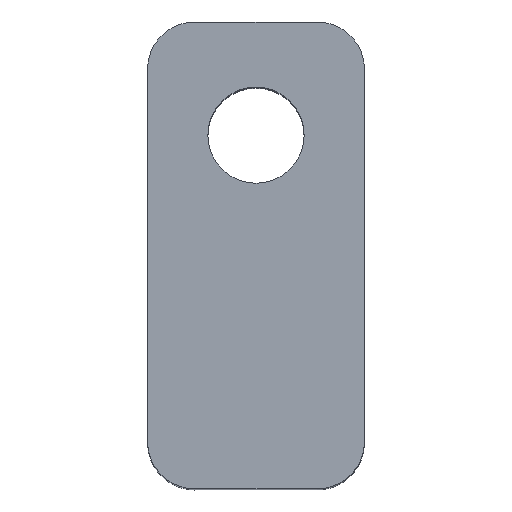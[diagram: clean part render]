
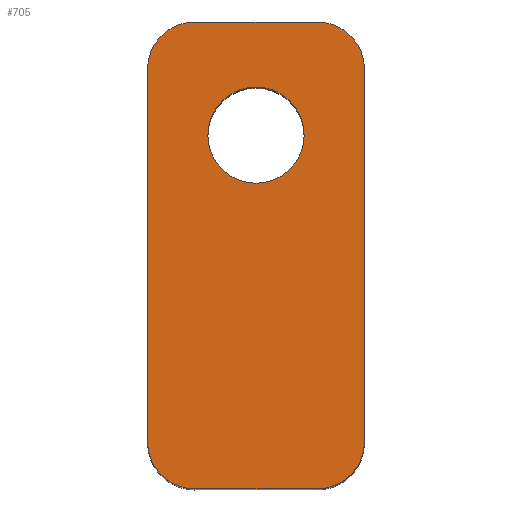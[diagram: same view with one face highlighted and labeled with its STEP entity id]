
A CAD part, top view. The second image highlights one B-rep face of the part: STEP entity #705.
In plain terms, the highlighted planar face has unit normal (0, 0, 1).
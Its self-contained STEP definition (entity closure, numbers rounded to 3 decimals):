
#307=CARTESIAN_POINT('',(311.75,530.,612.75));
#308=VERTEX_POINT('',#307);
#309=CARTESIAN_POINT('',(311.75,510.25,612.75));
#310=VERTEX_POINT('',#309);
#311=CARTESIAN_POINT('',(311.75,530.,612.75));
#312=DIRECTION('',(0.,-1.,0.));
#313=VECTOR('',#312,19.75);
#314=LINE('',#311,#313);
#315=EDGE_CURVE('',#308,#310,#314,.T.);
#389=CARTESIAN_POINT('',(300.25,510.25,612.75));
#390=VERTEX_POINT('',#389);
#397=CARTESIAN_POINT('',(300.25,530.,612.75));
#398=VERTEX_POINT('',#397);
#399=CARTESIAN_POINT('',(300.25,530.,612.75));
#400=DIRECTION('',(0.,-1.,0.));
#401=VECTOR('',#400,19.75);
#402=LINE('',#399,#401);
#403=EDGE_CURVE('',#398,#390,#402,.T.);
#451=CARTESIAN_POINT('',(303.45,526.5,612.75));
#452=VERTEX_POINT('',#451);
#461=CARTESIAN_POINT('',(308.55,526.5,612.75));
#462=VERTEX_POINT('',#461);
#463=CARTESIAN_POINT('',(306.,526.5,612.75));
#464=DIRECTION('',(0.,0.,1.));
#465=DIRECTION('',(1.,0.,0.));
#466=AXIS2_PLACEMENT_3D('',#463,#464,#465);
#467=CIRCLE('',#466,2.55);
#468=EDGE_CURVE('',#452,#462,#467,.T.);
#470=CARTESIAN_POINT('',(306.,526.5,612.75));
#471=DIRECTION('',(0.,0.,1.));
#472=DIRECTION('',(1.,0.,0.));
#473=AXIS2_PLACEMENT_3D('',#470,#471,#472);
#474=CIRCLE('',#473,2.55);
#475=EDGE_CURVE('',#462,#452,#474,.T.);
#512=CARTESIAN_POINT('',(302.75,532.5,612.75));
#513=VERTEX_POINT('',#512);
#520=CARTESIAN_POINT('',(309.25,532.5,612.75));
#521=VERTEX_POINT('',#520);
#522=CARTESIAN_POINT('',(302.75,532.5,612.75));
#523=DIRECTION('',(1.,0.,0.));
#524=VECTOR('',#523,6.5);
#525=LINE('',#522,#524);
#526=EDGE_CURVE('',#513,#521,#525,.T.);
#653=CARTESIAN_POINT('',(845.,264.,612.75));
#654=DIRECTION('',(0.,0.,1.));
#655=DIRECTION('',(-1.,0.,0.));
#656=AXIS2_PLACEMENT_3D('',#653,#654,#655);
#657=PLANE('',#656);
#658=CARTESIAN_POINT('',(309.25,507.75,612.75));
#659=VERTEX_POINT('',#658);
#660=CARTESIAN_POINT('',(302.75,507.75,612.75));
#661=VERTEX_POINT('',#660);
#662=CARTESIAN_POINT('',(309.25,507.75,612.75));
#663=DIRECTION('',(-1.,0.,0.));
#664=VECTOR('',#663,6.5);
#665=LINE('',#662,#664);
#666=EDGE_CURVE('',#659,#661,#665,.T.);
#667=ORIENTED_EDGE('',*,*,#666,.F.);
#668=CARTESIAN_POINT('',(309.25,510.25,612.75));
#669=DIRECTION('',(0.,0.,1.));
#670=DIRECTION('',(1.,0.,0.));
#671=AXIS2_PLACEMENT_3D('',#668,#669,#670);
#672=CIRCLE('',#671,2.5);
#673=EDGE_CURVE('',#659,#310,#672,.T.);
#674=ORIENTED_EDGE('',*,*,#673,.T.);
#675=ORIENTED_EDGE('',*,*,#315,.F.);
#676=CARTESIAN_POINT('',(309.25,530.,612.75));
#677=DIRECTION('',(0.,-0.,-1.));
#678=DIRECTION('',(1.,0.,0.));
#679=AXIS2_PLACEMENT_3D('',#676,#677,#678);
#680=CIRCLE('',#679,2.5);
#681=EDGE_CURVE('',#521,#308,#680,.T.);
#682=ORIENTED_EDGE('',*,*,#681,.F.);
#683=ORIENTED_EDGE('',*,*,#526,.F.);
#684=CARTESIAN_POINT('',(302.75,530.,612.75));
#685=DIRECTION('',(0.,-0.,-1.));
#686=DIRECTION('',(1.,0.,0.));
#687=AXIS2_PLACEMENT_3D('',#684,#685,#686);
#688=CIRCLE('',#687,2.5);
#689=EDGE_CURVE('',#398,#513,#688,.T.);
#690=ORIENTED_EDGE('',*,*,#689,.F.);
#691=ORIENTED_EDGE('',*,*,#403,.T.);
#692=CARTESIAN_POINT('',(302.75,510.25,612.75));
#693=DIRECTION('',(0.,0.,1.));
#694=DIRECTION('',(1.,0.,0.));
#695=AXIS2_PLACEMENT_3D('',#692,#693,#694);
#696=CIRCLE('',#695,2.5);
#697=EDGE_CURVE('',#390,#661,#696,.T.);
#698=ORIENTED_EDGE('',*,*,#697,.T.);
#699=EDGE_LOOP('',(#667,#674,#675,#682,#683,#690,#691,#698));
#700=FACE_BOUND('',#699,.T.);
#701=ORIENTED_EDGE('',*,*,#468,.F.);
#702=ORIENTED_EDGE('',*,*,#475,.F.);
#703=EDGE_LOOP('',(#701,#702));
#704=FACE_BOUND('',#703,.T.);
#705=ADVANCED_FACE('',(#700,#704),#657,.T.);
